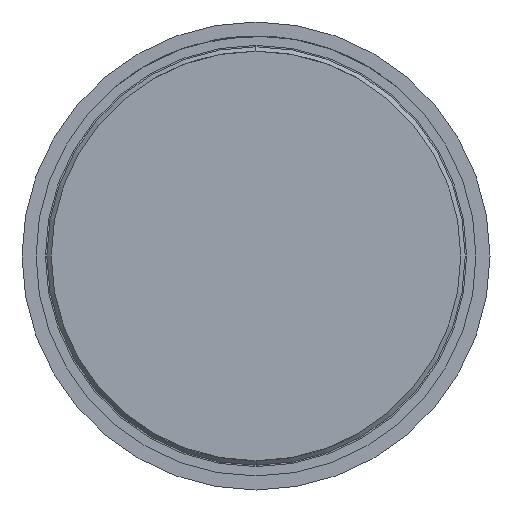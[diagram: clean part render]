
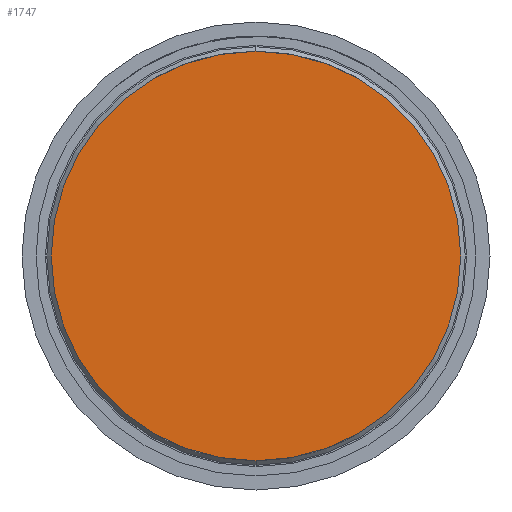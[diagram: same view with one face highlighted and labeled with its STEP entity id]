
A CAD part, front view. The second image highlights one B-rep face of the part: STEP entity #1747.
In plain terms, the highlighted planar face has unit normal (0, -1, 0).
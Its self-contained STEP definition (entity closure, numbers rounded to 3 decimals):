
#122 = DIRECTION ( 'NONE',  ( 0., 1., 0. ) ) ;
#405 = AXIS2_PLACEMENT_3D ( 'NONE', #1269, #3185, #955 ) ;
#462 = PLANE ( 'NONE',  #2947 ) ;
#702 = EDGE_CURVE ( 'Defeature ausgef�hrt1_8+Defeature ausgef�hrt1_15+Defeature ausgef�hrt1_15+Defeature ausgef�hrt1_15', #2012, #2205, #4175, .T. ) ;
#710 = CARTESIAN_POINT ( 'NONE',  ( 2.188, 0.025, 0. ) ) ;
#813 = ORIENTED_EDGE ( 'NONE', *, *, #702, .T. ) ;
#955 = DIRECTION ( 'NONE',  ( -1., 0., 0. ) ) ;
#958 = FACE_OUTER_BOUND ( 'NONE', #3073, .T. ) ;
#1098 = DIRECTION ( 'NONE',  ( 1., 0., 0. ) ) ;
#1138 = CARTESIAN_POINT ( 'NONE',  ( 0., 0.025, -2.188 ) ) ;
#1249 = AXIS2_PLACEMENT_3D ( 'NONE', #2892, #2338, #3191 ) ;
#1269 = CARTESIAN_POINT ( 'NONE',  ( 0., 0.025, 0. ) ) ;
#1547 = CARTESIAN_POINT ( 'NONE',  ( -2.188, 0.025, 0. ) ) ;
#1747 = ADVANCED_FACE ( 'Defeature ausgef�hrt1_8', ( #958 ), #462, .F. ) ;
#2012 = VERTEX_POINT ( 'NONE', #1547 ) ;
#2205 = VERTEX_POINT ( 'NONE', #710 ) ;
#2338 = DIRECTION ( 'NONE',  ( 0., -1., 0. ) ) ;
#2376 = EDGE_CURVE ( 'Defeature ausgef�hrt1_8+Defeature ausgef�hrt1_15+Defeature ausgef�hrt1_15+Defeature ausgef�hrt1_15', #2205, #2012, #3530, .T. ) ;
#2892 = CARTESIAN_POINT ( 'NONE',  ( 0., 0.025, 0. ) ) ;
#2947 = AXIS2_PLACEMENT_3D ( 'NONE', #1138, #122, #1098 ) ;
#3073 = EDGE_LOOP ( 'NONE', ( #813, #3921 ) ) ;
#3185 = DIRECTION ( 'NONE',  ( 0., -1., 0. ) ) ;
#3191 = DIRECTION ( 'NONE',  ( -1., 0., 0. ) ) ;
#3530 = CIRCLE ( 'NONE', #405, 2.188 ) ;
#3921 = ORIENTED_EDGE ( 'NONE', *, *, #2376, .T. ) ;
#4175 = CIRCLE ( 'NONE', #1249, 2.188 ) ;
